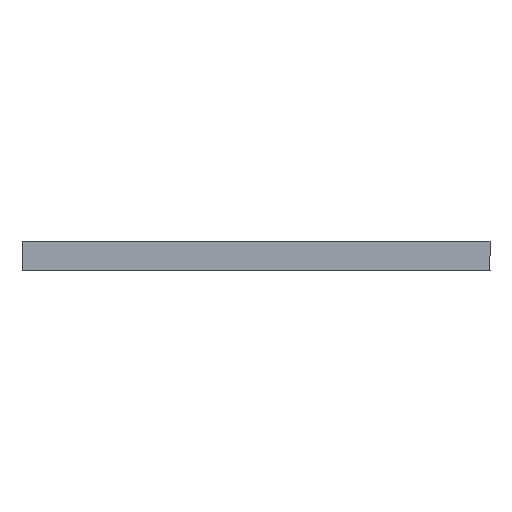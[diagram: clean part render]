
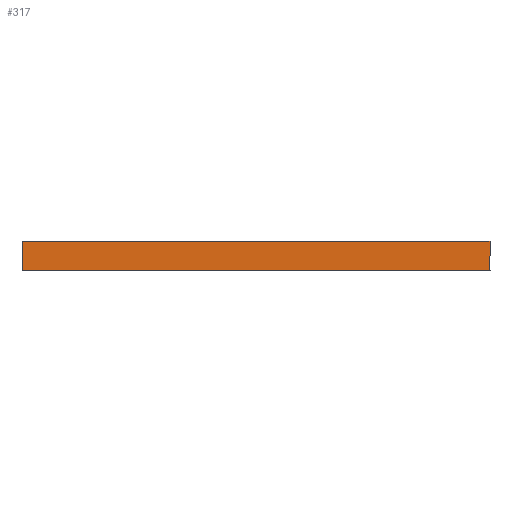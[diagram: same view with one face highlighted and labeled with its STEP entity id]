
A CAD part, front view. The second image highlights one B-rep face of the part: STEP entity #317.
In plain terms, the highlighted planar face has unit normal (0, -1, 0).
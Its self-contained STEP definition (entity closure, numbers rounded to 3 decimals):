
#19 = LINE ( 'NONE', #805, #817 ) ;
#42 = CARTESIAN_POINT ( 'NONE',  ( -300., 20., -718.253 ) ) ;
#95 = VERTEX_POINT ( 'NONE', #140 ) ;
#140 = CARTESIAN_POINT ( 'NONE',  ( -300., 20., -699.253 ) ) ;
#156 = DIRECTION ( 'NONE',  ( 0., 1., 0. ) ) ;
#178 = DIRECTION ( 'NONE',  ( 0., 0., -1. ) ) ;
#182 = EDGE_CURVE ( 'NONE', #95, #612, #252, .T. ) ;
#219 = DIRECTION ( 'NONE',  ( -1., 0., 0. ) ) ;
#252 = LINE ( 'NONE', #818, #549 ) ;
#257 = DIRECTION ( 'NONE',  ( 0., 0., -1. ) ) ;
#259 = EDGE_CURVE ( 'NONE', #582, #612, #618, .T. ) ;
#286 = PLANE ( 'NONE',  #389 ) ;
#288 = CARTESIAN_POINT ( 'NONE',  ( 0., 20., -718.253 ) ) ;
#292 = CARTESIAN_POINT ( 'NONE',  ( -300., 20., -718.253 ) ) ;
#297 = ORIENTED_EDGE ( 'NONE', *, *, #534, .T. ) ;
#317 = ADVANCED_FACE ( 'NONE', ( #575 ), #286, .F. ) ;
#389 = AXIS2_PLACEMENT_3D ( 'NONE', #489, #156, #809 ) ;
#391 = ORIENTED_EDGE ( 'NONE', *, *, #259, .F. ) ;
#449 = ORIENTED_EDGE ( 'NONE', *, *, #786, .F. ) ;
#474 = VECTOR ( 'NONE', #777, 1000. ) ;
#489 = CARTESIAN_POINT ( 'NONE',  ( -300., 20., -699.253 ) ) ;
#493 = VECTOR ( 'NONE', #178, 1000. ) ;
#534 = EDGE_CURVE ( 'NONE', #676, #95, #19, .T. ) ;
#549 = VECTOR ( 'NONE', #257, 1000. ) ;
#575 = FACE_OUTER_BOUND ( 'NONE', #696, .T. ) ;
#582 = VERTEX_POINT ( 'NONE', #288 ) ;
#584 = CARTESIAN_POINT ( 'NONE',  ( 0., 20., -699.253 ) ) ;
#612 = VERTEX_POINT ( 'NONE', #292 ) ;
#618 = LINE ( 'NONE', #42, #474 ) ;
#638 = CARTESIAN_POINT ( 'NONE',  ( 0., 20., -699.253 ) ) ;
#676 = VERTEX_POINT ( 'NONE', #584 ) ;
#690 = LINE ( 'NONE', #638, #493 ) ;
#696 = EDGE_LOOP ( 'NONE', ( #391, #449, #297, #808 ) ) ;
#777 = DIRECTION ( 'NONE',  ( -1., 0., 0. ) ) ;
#786 = EDGE_CURVE ( 'NONE', #676, #582, #690, .T. ) ;
#805 = CARTESIAN_POINT ( 'NONE',  ( -300., 20., -699.253 ) ) ;
#808 = ORIENTED_EDGE ( 'NONE', *, *, #182, .T. ) ;
#809 = DIRECTION ( 'NONE',  ( 1., 0., 0. ) ) ;
#817 = VECTOR ( 'NONE', #219, 1000. ) ;
#818 = CARTESIAN_POINT ( 'NONE',  ( -300., 20., -699.253 ) ) ;
